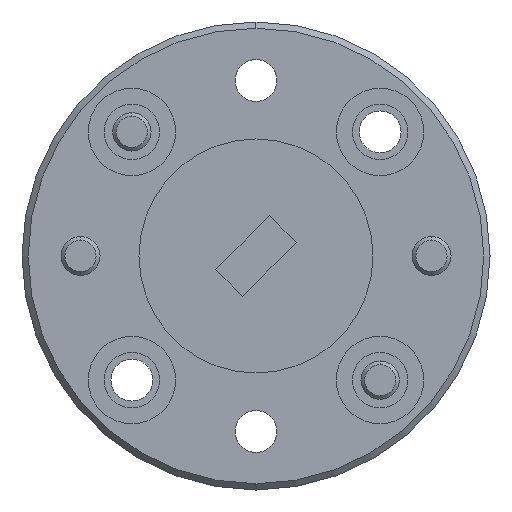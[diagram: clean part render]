
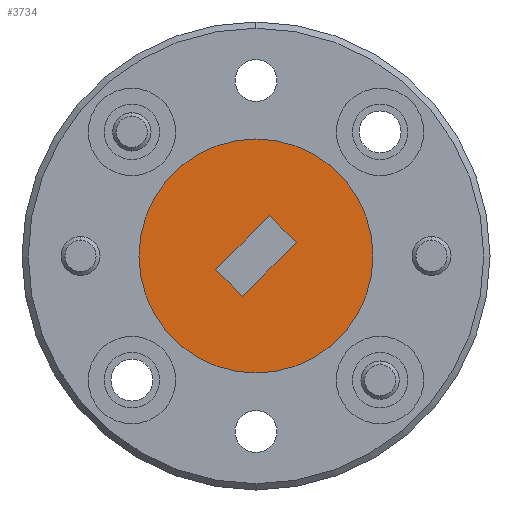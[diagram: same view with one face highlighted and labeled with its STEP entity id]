
A CAD part, left-side view. The second image highlights one B-rep face of the part: STEP entity #3734.
In plain terms, the highlighted planar face has unit normal (-1, 0, 0).
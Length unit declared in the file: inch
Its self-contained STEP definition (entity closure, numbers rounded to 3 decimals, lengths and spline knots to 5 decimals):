
#33 = VECTOR ( 'NONE', #245, 39.37008 ) ;
#137 = CIRCLE ( 'NONE', #1858, 0.1875 ) ;
#193 = EDGE_CURVE ( 'NONE', #4045, #2714, #1032, .T. ) ;
#245 = DIRECTION ( 'NONE',  ( 0., 0.707, -0.707 ) ) ;
#363 = VERTEX_POINT ( 'NONE', #1310 ) ;
#543 = VERTEX_POINT ( 'NONE', #4365 ) ;
#681 = DIRECTION ( 'NONE',  ( 0., 0.707, 0.707 ) ) ;
#1032 = LINE ( 'NONE', #3098, #33 ) ;
#1059 = EDGE_CURVE ( 'NONE', #2714, #5716, #2394, .T. ) ;
#1106 = AXIS2_PLACEMENT_3D ( 'NONE', #5334, #2548, #1524 ) ;
#1167 = EDGE_CURVE ( 'NONE', #543, #4045, #2014, .T. ) ;
#1296 = EDGE_CURVE ( 'NONE', #5716, #543, #6089, .T. ) ;
#1310 = CARTESIAN_POINT ( 'NONE',  ( 3., 0., 0.1875 ) ) ;
#1313 = CARTESIAN_POINT ( 'NONE',  ( 3., 0.0647, -0.02157 ) ) ;
#1480 = CARTESIAN_POINT ( 'NONE',  ( 3., -0.02157, 0.0647 ) ) ;
#1495 = DIRECTION ( 'NONE',  ( 0., 0., 1. ) ) ;
#1524 = DIRECTION ( 'NONE',  ( 0., 0., 1. ) ) ;
#1664 = DIRECTION ( 'NONE',  ( 1., 0., 0. ) ) ;
#1697 = CARTESIAN_POINT ( 'NONE',  ( 3., -0.02157, 0.0647 ) ) ;
#1842 = CARTESIAN_POINT ( 'NONE',  ( 3., 0., -0.1875 ) ) ;
#1858 = AXIS2_PLACEMENT_3D ( 'NONE', #2841, #1927, #1495 ) ;
#1927 = DIRECTION ( 'NONE',  ( -1., 0., 0. ) ) ;
#2014 = LINE ( 'NONE', #1697, #2895 ) ;
#2057 = CARTESIAN_POINT ( 'NONE',  ( 3., 0.0647, -0.02157 ) ) ;
#2106 = VERTEX_POINT ( 'NONE', #1842 ) ;
#2394 = LINE ( 'NONE', #2057, #2611 ) ;
#2443 = ORIENTED_EDGE ( 'NONE', *, *, #1296, .F. ) ;
#2517 = CARTESIAN_POINT ( 'NONE',  ( 3., 0.1875, 0. ) ) ;
#2548 = DIRECTION ( 'NONE',  ( -1., 0., 0. ) ) ;
#2611 = VECTOR ( 'NONE', #4938, 39.37008 ) ;
#2658 = CARTESIAN_POINT ( 'NONE',  ( 3., -0.0647, 0.02157 ) ) ;
#2714 = VERTEX_POINT ( 'NONE', #1313 ) ;
#2768 = EDGE_CURVE ( 'NONE', #363, #2106, #137, .T. ) ;
#2841 = CARTESIAN_POINT ( 'NONE',  ( 3., 0., 0. ) ) ;
#2895 = VECTOR ( 'NONE', #681, 39.37008 ) ;
#3035 = PLANE ( 'NONE',  #4964 ) ;
#3098 = CARTESIAN_POINT ( 'NONE',  ( 3., -0.02157, 0.0647 ) ) ;
#3298 = ORIENTED_EDGE ( 'NONE', *, *, #193, .F. ) ;
#3593 = EDGE_LOOP ( 'NONE', ( #4489, #2443, #3767, #3298 ) ) ;
#3716 = CIRCLE ( 'NONE', #1106, 0.1875 ) ;
#3734 = ADVANCED_FACE ( 'NONE', ( #4890, #5699 ), #3035, .F. ) ;
#3767 = ORIENTED_EDGE ( 'NONE', *, *, #1059, .F. ) ;
#4045 = VERTEX_POINT ( 'NONE', #1480 ) ;
#4365 = CARTESIAN_POINT ( 'NONE',  ( 3., -0.0647, 0.02157 ) ) ;
#4489 = ORIENTED_EDGE ( 'NONE', *, *, #1167, .F. ) ;
#4664 = EDGE_LOOP ( 'NONE', ( #5889, #4690 ) ) ;
#4690 = ORIENTED_EDGE ( 'NONE', *, *, #5421, .T. ) ;
#4834 = VECTOR ( 'NONE', #5106, 39.37008 ) ;
#4890 = FACE_BOUND ( 'NONE', #3593, .T. ) ;
#4938 = DIRECTION ( 'NONE',  ( 0., -0.707, -0.707 ) ) ;
#4964 = AXIS2_PLACEMENT_3D ( 'NONE', #2517, #1664, #5370 ) ;
#5106 = DIRECTION ( 'NONE',  ( 0., -0.707, 0.707 ) ) ;
#5334 = CARTESIAN_POINT ( 'NONE',  ( 3., 0., 0. ) ) ;
#5370 = DIRECTION ( 'NONE',  ( 0., 0., 1. ) ) ;
#5421 = EDGE_CURVE ( 'NONE', #2106, #363, #3716, .T. ) ;
#5699 = FACE_OUTER_BOUND ( 'NONE', #4664, .T. ) ;
#5716 = VERTEX_POINT ( 'NONE', #6058 ) ;
#5889 = ORIENTED_EDGE ( 'NONE', *, *, #2768, .T. ) ;
#6058 = CARTESIAN_POINT ( 'NONE',  ( 3., 0.02157, -0.0647 ) ) ;
#6089 = LINE ( 'NONE', #2658, #4834 ) ;
